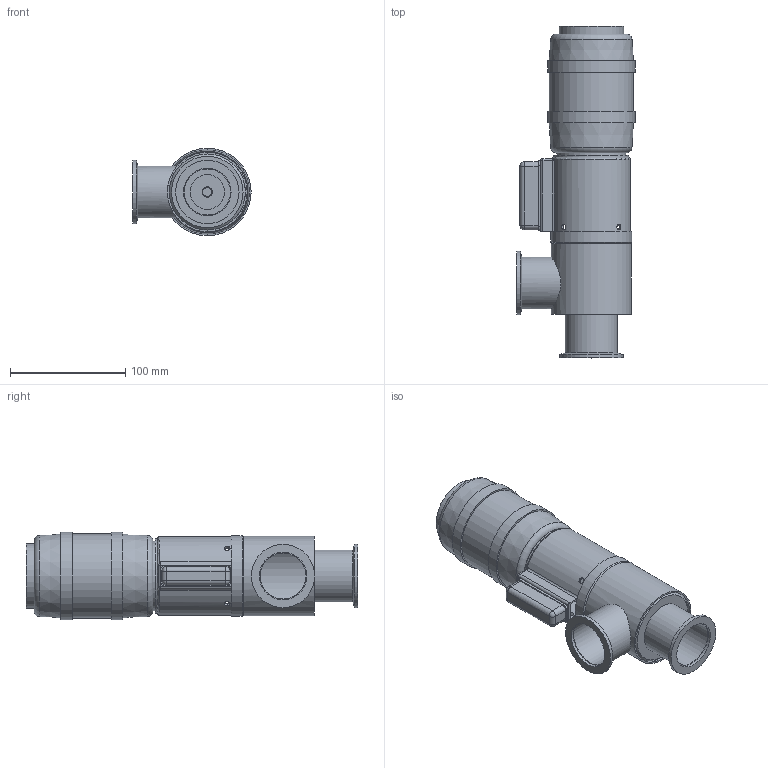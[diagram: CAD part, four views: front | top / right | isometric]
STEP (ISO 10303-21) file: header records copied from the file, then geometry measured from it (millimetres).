
FILE_DESCRIPTION(('STEP AP242'), '1');
FILE_NAME('櫻蠉錪', '', ('UNSPECIFIED'), ('UNSPECIFIED'), 'C3D Converter', 'C3D Toolkit', '');
FILE_SCHEMA(('AP242_MANAGED_MODEL_BASED_3D_ENGINEERING_MIM_LF { 1 0 10303 442 1 1 4 }'));
Length unit declared in the file: millimetre
Bounding box: 102.6 x 288 x 76 mm (x, y, z)
Surface area: 122890.4 mm2 (no closed solid volume)
Topology: 0 solids, 14 shells, 109 faces, 275 edges, 180 vertices
Faces by surface type: cylinder 53, plane 38, cone 6, sphere 6, torus 4, bspline 2
Full cylindrical faces by diameter (mm): 5 x4, 8 x1, 9 x1, 30 x1, 40 x4, 41.2 x2, 45 x2, 55 x2, 56 x1, 60 x3, 63 x1, 65 x2, 66.1 x1, 69.2 x1, 70 x1, 73 x1, 76 x2
Entity records: 5638 total; most frequent: CARTESIAN_POINT 2220, DIRECTION 539, ORIENTED_EDGE 379, AXIS2_PLACEMENT_3D 231, EDGE_CURVE 228, EDGE_LOOP 181, VERTEX_POINT 180, CIRCLE 123
